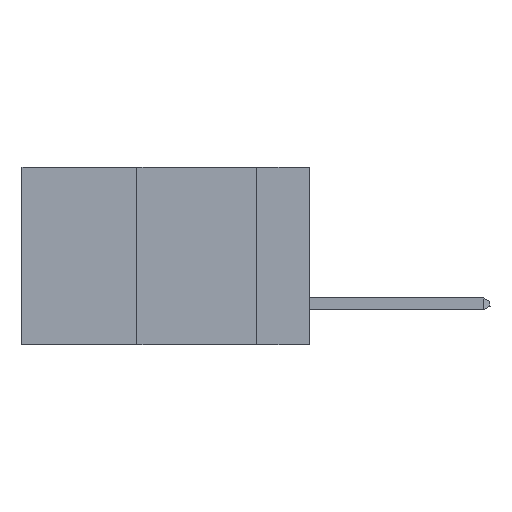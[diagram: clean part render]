
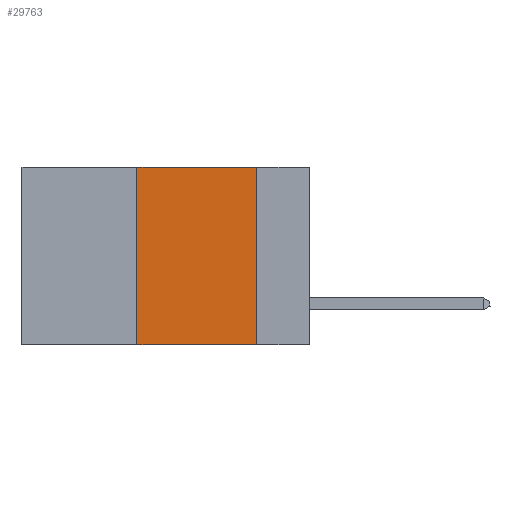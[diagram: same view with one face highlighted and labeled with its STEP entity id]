
A CAD part, left-side view. The second image highlights one B-rep face of the part: STEP entity #29763.
In plain terms, the highlighted planar face has unit normal (-1, 0, 0).
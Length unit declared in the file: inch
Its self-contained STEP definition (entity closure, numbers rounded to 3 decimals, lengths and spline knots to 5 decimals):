
#2440 = CARTESIAN_POINT ( 'NONE',  ( 0., 0.36, 0. ) ) ;
#4350 = CARTESIAN_POINT ( 'NONE',  ( 0., 0.11, 0. ) ) ;
#4579 = EDGE_CURVE ( 'NONE', #20471, #13734, #25104, .T. ) ;
#4630 = ORIENTED_EDGE ( 'NONE', *, *, #4579, .T. ) ;
#5713 = ORIENTED_EDGE ( 'NONE', *, *, #28011, .F. ) ;
#6613 = VECTOR ( 'NONE', #33143, 39.37008 ) ;
#6684 = CARTESIAN_POINT ( 'NONE',  ( 0., 0.11, 0. ) ) ;
#6875 = VECTOR ( 'NONE', #17628, 39.37008 ) ;
#7054 = CARTESIAN_POINT ( 'NONE',  ( 0., 0.6, 0. ) ) ;
#8057 = DIRECTION ( 'NONE',  ( 0., 0., 1. ) ) ;
#10807 = LINE ( 'NONE', #19320, #6613 ) ;
#11541 = EDGE_CURVE ( 'NONE', #23490, #13734, #34292, .T. ) ;
#11758 = EDGE_CURVE ( 'NONE', #25700, #23490, #10807, .T. ) ;
#13734 = VERTEX_POINT ( 'NONE', #26349 ) ;
#15035 = DIRECTION ( 'NONE',  ( 0., 0., -1. ) ) ;
#15268 = CARTESIAN_POINT ( 'NONE',  ( 0., 0.36, -0.37 ) ) ;
#15406 = DIRECTION ( 'NONE',  ( 1., 0., 0. ) ) ;
#17414 = CARTESIAN_POINT ( 'NONE',  ( 0., 0.36, 0. ) ) ;
#17628 = DIRECTION ( 'NONE',  ( 0., -1., 0. ) ) ;
#19320 = CARTESIAN_POINT ( 'NONE',  ( 0., 0.6, 0. ) ) ;
#20471 = VERTEX_POINT ( 'NONE', #15268 ) ;
#20505 = VECTOR ( 'NONE', #8057, 39.37008 ) ;
#22266 = EDGE_LOOP ( 'NONE', ( #30104, #32388, #5713, #4630 ) ) ;
#23490 = VERTEX_POINT ( 'NONE', #4350 ) ;
#23567 = FACE_OUTER_BOUND ( 'NONE', #22266, .T. ) ;
#25104 = LINE ( 'NONE', #29838, #6875 ) ;
#25700 = VERTEX_POINT ( 'NONE', #17414 ) ;
#26349 = CARTESIAN_POINT ( 'NONE',  ( 0., 0.11, -0.37 ) ) ;
#27305 = LINE ( 'NONE', #2440, #20505 ) ;
#28011 = EDGE_CURVE ( 'NONE', #20471, #25700, #27305, .T. ) ;
#29763 = ADVANCED_FACE ( 'NONE', ( #23567 ), #34653, .F. ) ;
#29838 = CARTESIAN_POINT ( 'NONE',  ( 0., 0.6, -0.37 ) ) ;
#30104 = ORIENTED_EDGE ( 'NONE', *, *, #11541, .F. ) ;
#32388 = ORIENTED_EDGE ( 'NONE', *, *, #11758, .F. ) ;
#32766 = AXIS2_PLACEMENT_3D ( 'NONE', #7054, #15406, #35023 ) ;
#33143 = DIRECTION ( 'NONE',  ( 0., -1., 0. ) ) ;
#33272 = VECTOR ( 'NONE', #15035, 39.37008 ) ;
#34292 = LINE ( 'NONE', #6684, #33272 ) ;
#34653 = PLANE ( 'NONE',  #32766 ) ;
#35023 = DIRECTION ( 'NONE',  ( 0., 0., -1. ) ) ;
